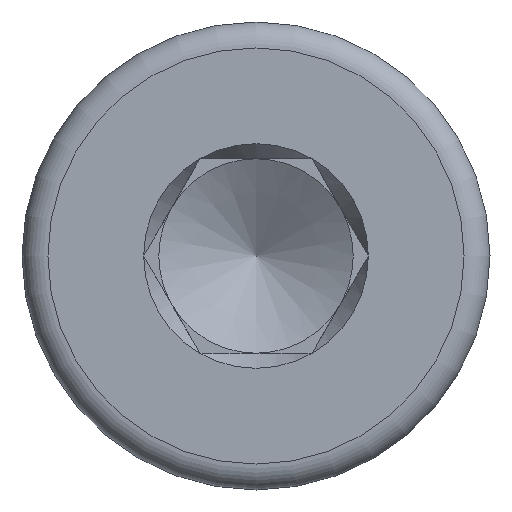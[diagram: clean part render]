
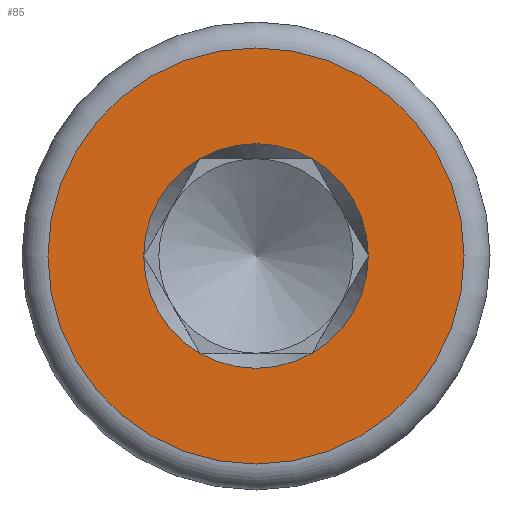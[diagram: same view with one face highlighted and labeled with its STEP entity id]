
A CAD part, left-side view. The second image highlights one B-rep face of the part: STEP entity #85.
In plain terms, the highlighted planar face has unit normal (-1, 0, 0).
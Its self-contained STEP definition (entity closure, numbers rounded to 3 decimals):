
#85 = ADVANCED_FACE( '', ( #221, #222 ), #223, .F. );
#221 = FACE_OUTER_BOUND( '', #419, .T. );
#222 = FACE_BOUND( '', #420, .T. );
#223 = PLANE( '', #421 );
#419 = EDGE_LOOP( '', ( #616 ) );
#420 = EDGE_LOOP( '', ( #617, #618, #619, #620, #621, #622 ) );
#421 = AXIS2_PLACEMENT_3D( '', #623, #624, #625 );
#616 = ORIENTED_EDGE( '', *, *, #1096, .F. );
#617 = ORIENTED_EDGE( '', *, *, #1097, .T. );
#618 = ORIENTED_EDGE( '', *, *, #1098, .T. );
#619 = ORIENTED_EDGE( '', *, *, #1099, .T. );
#620 = ORIENTED_EDGE( '', *, *, #1100, .T. );
#621 = ORIENTED_EDGE( '', *, *, #1101, .T. );
#622 = ORIENTED_EDGE( '', *, *, #1102, .T. );
#623 = CARTESIAN_POINT( '', ( -4., 0., -1.732 ) );
#624 = DIRECTION( '', ( 1., 0., 0. ) );
#625 = DIRECTION( '', ( 0., 0., -1. ) );
#1096 = EDGE_CURVE( '', #1283, #1283, #1284, .T. );
#1097 = EDGE_CURVE( '', #1285, #1286, #1287, .T. );
#1098 = EDGE_CURVE( '', #1286, #1288, #1289, .T. );
#1099 = EDGE_CURVE( '', #1288, #1290, #1291, .T. );
#1100 = EDGE_CURVE( '', #1290, #1292, #1293, .T. );
#1101 = EDGE_CURVE( '', #1292, #1294, #1295, .T. );
#1102 = EDGE_CURVE( '', #1294, #1285, #1296, .T. );
#1283 = VERTEX_POINT( '', #1548 );
#1284 = CIRCLE( '', #1549, 3.21 );
#1285 = VERTEX_POINT( '', #1550 );
#1286 = VERTEX_POINT( '', #1551 );
#1287 = CIRCLE( '', #1552, 1.732 );
#1288 = VERTEX_POINT( '', #1553 );
#1289 = CIRCLE( '', #1554, 1.732 );
#1290 = VERTEX_POINT( '', #1555 );
#1291 = CIRCLE( '', #1556, 1.732 );
#1292 = VERTEX_POINT( '', #1557 );
#1293 = CIRCLE( '', #1558, 1.732 );
#1294 = VERTEX_POINT( '', #1559 );
#1295 = CIRCLE( '', #1560, 1.732 );
#1296 = CIRCLE( '', #1561, 1.732 );
#1548 = CARTESIAN_POINT( '', ( -4., 0., -3.21 ) );
#1549 = AXIS2_PLACEMENT_3D( '', #1941, #1942, #1943 );
#1550 = CARTESIAN_POINT( '', ( -4., -1.732, 0. ) );
#1551 = CARTESIAN_POINT( '', ( -4., -0.866, -1.5 ) );
#1552 = AXIS2_PLACEMENT_3D( '', #1944, #1945, #1946 );
#1553 = CARTESIAN_POINT( '', ( -4., 0.866, -1.5 ) );
#1554 = AXIS2_PLACEMENT_3D( '', #1947, #1948, #1949 );
#1555 = CARTESIAN_POINT( '', ( -4., 1.732, 0. ) );
#1556 = AXIS2_PLACEMENT_3D( '', #1950, #1951, #1952 );
#1557 = CARTESIAN_POINT( '', ( -4., 0.866, 1.5 ) );
#1558 = AXIS2_PLACEMENT_3D( '', #1953, #1954, #1955 );
#1559 = CARTESIAN_POINT( '', ( -4., -0.866, 1.5 ) );
#1560 = AXIS2_PLACEMENT_3D( '', #1956, #1957, #1958 );
#1561 = AXIS2_PLACEMENT_3D( '', #1959, #1960, #1961 );
#1941 = CARTESIAN_POINT( '', ( -4., 0., 0. ) );
#1942 = DIRECTION( '', ( 1., 0., 0. ) );
#1943 = DIRECTION( '', ( 0., 0., -1. ) );
#1944 = CARTESIAN_POINT( '', ( -4., 0., 0. ) );
#1945 = DIRECTION( '', ( 1., 0., 0. ) );
#1946 = DIRECTION( '', ( 0., 0., -1. ) );
#1947 = CARTESIAN_POINT( '', ( -4., 0., 0. ) );
#1948 = DIRECTION( '', ( 1., 0., 0. ) );
#1949 = DIRECTION( '', ( 0., 0., -1. ) );
#1950 = CARTESIAN_POINT( '', ( -4., 0., 0. ) );
#1951 = DIRECTION( '', ( 1., 0., 0. ) );
#1952 = DIRECTION( '', ( 0., 0., -1. ) );
#1953 = CARTESIAN_POINT( '', ( -4., 0., 0. ) );
#1954 = DIRECTION( '', ( 1., 0., 0. ) );
#1955 = DIRECTION( '', ( 0., 0., -1. ) );
#1956 = CARTESIAN_POINT( '', ( -4., 0., 0. ) );
#1957 = DIRECTION( '', ( 1., 0., 0. ) );
#1958 = DIRECTION( '', ( 0., 0., -1. ) );
#1959 = CARTESIAN_POINT( '', ( -4., 0., 0. ) );
#1960 = DIRECTION( '', ( 1., 0., 0. ) );
#1961 = DIRECTION( '', ( 0., 0., -1. ) );
